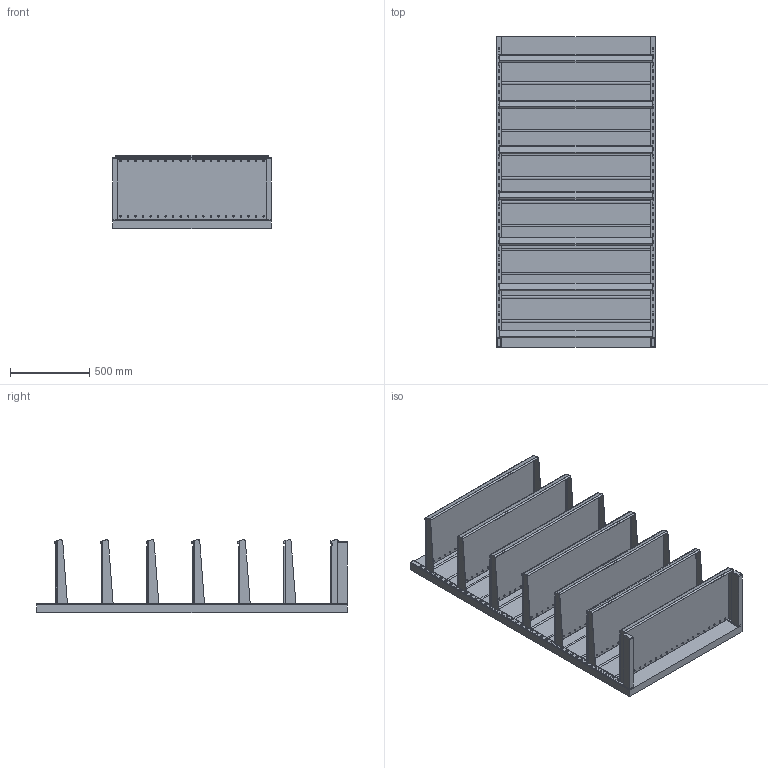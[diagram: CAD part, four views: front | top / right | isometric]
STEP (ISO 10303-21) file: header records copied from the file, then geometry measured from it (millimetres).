
FILE_DESCRIPTION(/* description */ (''),/* implementation_level */ '2;1');
FILE_NAME(/* name */ 'Gondola de Parede Impe.stp',/* time_stamp */ '2018-09-13T18:42:09-03:00',/* author */ ('Fagner'),/* organization */ (''),/* preprocessor_version */ 'ST-DEVELOPER v15.2',/* originating_system */ 'Autodesk Inventor 2014',/* authorisation */ '');
FILE_SCHEMA (('AUTOMOTIVE_DESIGN { 1 0 10303 214 3 1 1 }'));
Length unit declared in the file: metre
Products named in the file (1): Gondola de Parede Impe
Bounding box: 1000 x 1960 x 462.62 mm (x, y, z)
Volume: 106784660.9 mm3; surface area: 12141333.5 mm2
Topology: 22 solids, 22 shells, 1161 faces, 3238 edges, 2150 vertices
Faces by surface type: plane 713, cylinder 440, sphere 8
Full cylindrical faces by diameter (mm): 9.265 x280
Entity records: 38309 total; most frequent: CARTESIAN_POINT 6270, DIRECTION 6162, ORIENTED_EDGE 5916, EDGE_CURVE 2958, VERTEX_POINT 2150, EDGE_LOOP 2134, LINE 2078, VECTOR 2078
